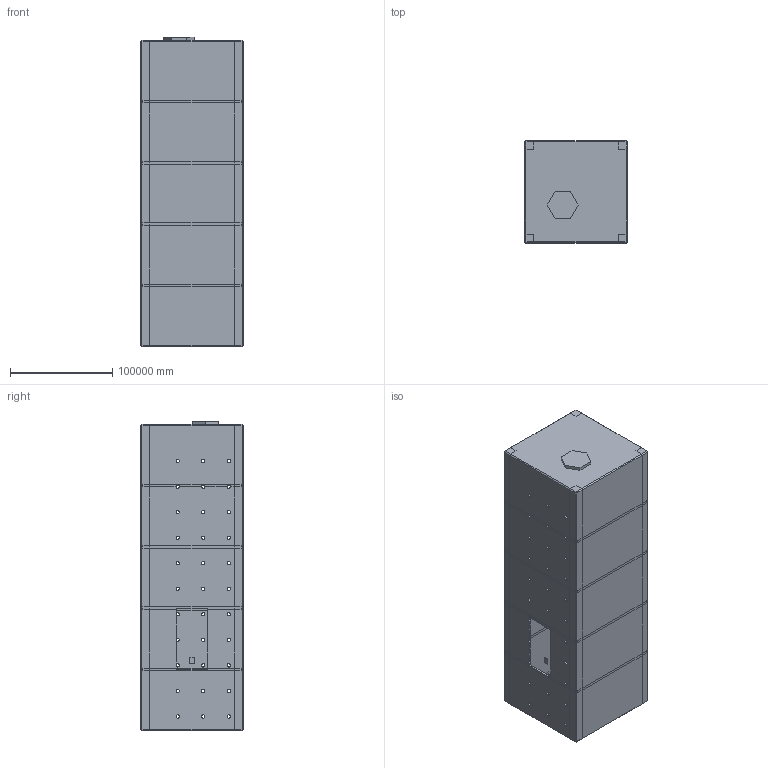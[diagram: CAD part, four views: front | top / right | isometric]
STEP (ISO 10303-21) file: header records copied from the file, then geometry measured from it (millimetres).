
FILE_DESCRIPTION(('FreeCAD Model'),'2;1');
FILE_NAME('Open CASCADE Shape Model','2025-08-25T19:04:38',('Author'),( ''),'Open CASCADE STEP processor 7.8','FreeCAD','Unknown');
FILE_SCHEMA(('AUTOMOTIVE_DESIGN { 1 0 10303 214 1 1 1 1 }'));
Length unit declared in the file: metre
Products named in the file (2): CubeSat_3U_Robotic_Frame; Arm_Bay_Cover
Bounding box: 100000 x 100000 x 303000 mm (x, y, z)
Volume: 304454225360423.6 mm3; surface area: 275106538896.2 mm2
Topology: 7 solids, 7 shells, 314 faces, 867 edges, 556 vertices
Faces by surface type: plane 245, cylinder 69
Full cylindrical faces by diameter (mm): 3300 x60, 5600 x4
Entity records: 21160 total; most frequent: CARTESIAN_POINT 3780, DIRECTION 3085, LINE 1969, VECTOR 1969, ORIENTED_EDGE 1734, PCURVE 1734, DEFINITIONAL_REPRESENTATION 1734, EDGE_CURVE 867
